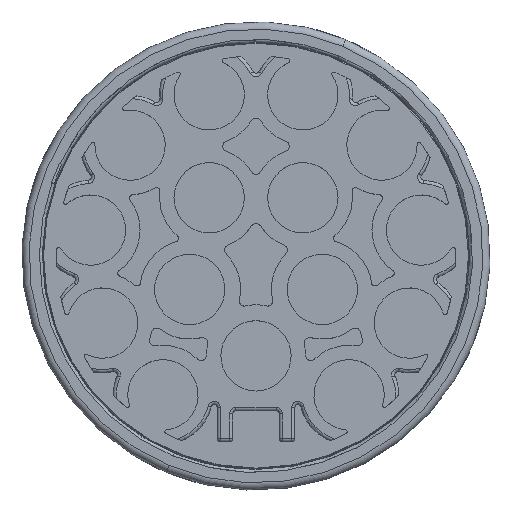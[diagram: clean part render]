
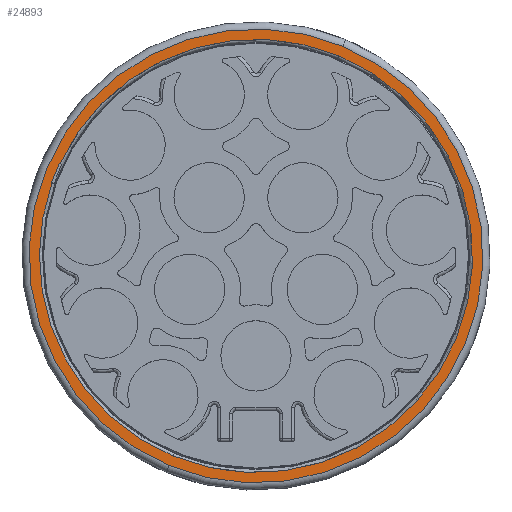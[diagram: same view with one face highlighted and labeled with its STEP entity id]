
A CAD part, top view. The second image highlights one B-rep face of the part: STEP entity #24893.
In plain terms, the highlighted planar face has unit normal (0, 0, 1).
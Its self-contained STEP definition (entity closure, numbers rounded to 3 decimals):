
#4481=CARTESIAN_POINT('',(0.,0.,-23.45));
#4482=DIRECTION('',(0.,0.,-1.));
#4483=DIRECTION('',(-0.383,-0.924,0.));
#4484=AXIS2_PLACEMENT_3D('',#4481,#4482,#4483);
#4491=CARTESIAN_POINT('',(0.,0.,-23.45));
#4492=DIRECTION('',(0.,0.,1.));
#4493=DIRECTION('',(-0.383,-0.924,0.));
#4494=AXIS2_PLACEMENT_3D('',#4491,#4492,#4493);
#4501=DIRECTION('',(-0.383,-0.924,0.));
#4502=VECTOR('',#4501,2.);
#4503=CARTESIAN_POINT('',(-19.019,8.96,-23.45));
#4504=LINE('',#4503,#4502);
#4505=DIRECTION('',(0.924,-0.383,0.));
#4506=VECTOR('',#4505,0.074);
#4507=CARTESIAN_POINT('',(-19.784,7.112,-23.45));
#4508=LINE('',#4507,#4506);
#4509=CARTESIAN_POINT('',(0.,0.,-23.45));
#4510=DIRECTION('',(0.,0.,-1.));
#4511=DIRECTION('',(-0.383,-0.924,0.));
#4512=AXIS2_PLACEMENT_3D('',#4509,#4510,#4511);
#4514=CARTESIAN_POINT('',(0.,0.,-23.45));
#4515=DIRECTION('',(0.,0.,1.));
#4516=DIRECTION('',(-0.383,-0.924,0.));
#4517=AXIS2_PLACEMENT_3D('',#4514,#4515,#4516);
#4519=CARTESIAN_POINT('',(0.,0.,-23.45));
#4520=DIRECTION('',(0.,0.,-1.));
#4521=DIRECTION('',(-0.905,0.426,0.));
#4522=AXIS2_PLACEMENT_3D('',#4519,#4520,#4521);
#4524=DIRECTION('',(-0.924,0.383,0.));
#4525=VECTOR('',#4524,0.074);
#4526=CARTESIAN_POINT('',(-18.951,8.932,-23.45));
#4527=LINE('',#4526,#4525);
#17695=CARTESIAN_POINT('',(-8.4,-20.279,-23.45));
#17697=VERTEX_POINT('',#17695);
#17699=CARTESIAN_POINT('',(8.4,20.279,-23.45));
#17701=VERTEX_POINT('',#17699);
#17703=CARTESIAN_POINT('',(-8.017,-19.355,-23.45));
#17704=CARTESIAN_POINT('',(8.017,19.355,-23.45));
#17705=VERTEX_POINT('',#17703);
#17706=VERTEX_POINT('',#17704);
#17729=CARTESIAN_POINT('',(-19.019,8.96,-23.45));
#17730=VERTEX_POINT('',#17729);
#17731=CARTESIAN_POINT('',(-19.784,7.112,-23.45));
#17732=VERTEX_POINT('',#17731);
#17743=CARTESIAN_POINT('',(-19.716,7.084,-23.45));
#17744=VERTEX_POINT('',#17743);
#17745=CARTESIAN_POINT('',(-18.951,8.932,-23.45));
#17746=VERTEX_POINT('',#17745);
#24870=CARTESIAN_POINT('',(0.,0.,-23.45));
#24871=DIRECTION('',(0.,0.,-1.));
#24872=DIRECTION('',(-0.383,-0.924,0.));
#24873=AXIS2_PLACEMENT_3D('',#24870,#24871,#24872);
#24874=PLANE('',#24873);
#24875=ORIENTED_EDGE('',*,*,#24863,.F.);
#24876=ORIENTED_EDGE('',*,*,#24852,.T.);
#24877=EDGE_LOOP('',(#24875,#24876));
#24878=FACE_OUTER_BOUND('',#24877,.F.);
#24880=ORIENTED_EDGE('',*,*,#24879,.T.);
#24882=ORIENTED_EDGE('',*,*,#24881,.T.);
#24884=ORIENTED_EDGE('',*,*,#24883,.F.);
#24886=ORIENTED_EDGE('',*,*,#24885,.T.);
#24888=ORIENTED_EDGE('',*,*,#24887,.F.);
#24890=ORIENTED_EDGE('',*,*,#24889,.T.);
#24891=EDGE_LOOP('',(#24880,#24882,#24884,#24886,#24888,#24890));
#24892=FACE_BOUND('',#24891,.F.);
#24893=ADVANCED_FACE('',(#24878,#24892),#24874,.F.);
#4485=CIRCLE('',#4484,21.95);
#4495=CIRCLE('',#4494,21.95);
#4513=CIRCLE('',#4512,20.95);
#4518=CIRCLE('',#4517,20.95);
#4523=CIRCLE('',#4522,20.95);
#24852=EDGE_CURVE('',#17697,#17701,#4485,.T.);
#24863=EDGE_CURVE('',#17697,#17701,#4495,.T.);
#24879=EDGE_CURVE('',#17730,#17732,#4504,.T.);
#24881=EDGE_CURVE('',#17732,#17744,#4508,.T.);
#24883=EDGE_CURVE('',#17705,#17744,#4513,.T.);
#24885=EDGE_CURVE('',#17705,#17706,#4518,.T.);
#24887=EDGE_CURVE('',#17746,#17706,#4523,.T.);
#24889=EDGE_CURVE('',#17746,#17730,#4527,.T.);
